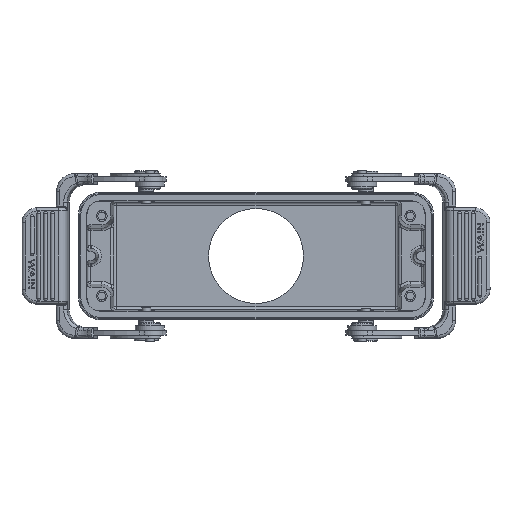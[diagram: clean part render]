
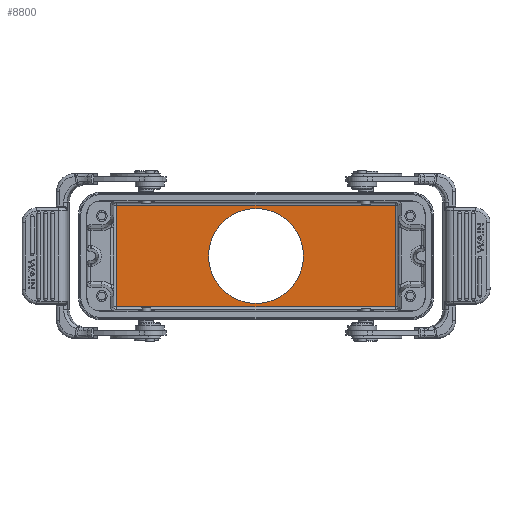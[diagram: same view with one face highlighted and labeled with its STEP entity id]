
A CAD part, front view. The second image highlights one B-rep face of the part: STEP entity #8800.
In plain terms, the highlighted planar face has unit normal (0, -1, 0).
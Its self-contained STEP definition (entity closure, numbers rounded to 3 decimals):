
#1711=PLANE('',#27307);
#3288=LINE('',#35356,#5429);
#3290=LINE('',#35366,#5431);
#3291=LINE('',#35372,#5432);
#5136=LINE('',#46747,#7355);
#5429=VECTOR('',#28260,1.);
#5431=VECTOR('',#28272,1.);
#5432=VECTOR('',#28281,1.);
#7355=VECTOR('',#34006,1.);
#8800=ADVANCED_FACE('',(#9623,#9624),#1711,.F.);
#9623=FACE_BOUND('',#11327,.T.);
#9624=FACE_BOUND('',#11328,.T.);
#11327=EDGE_LOOP('',(#18274));
#11328=EDGE_LOOP('',(#18275,#18276,#18277,#18278));
#18274=ORIENTED_EDGE('',*,*,#20702,.T.);
#18275=ORIENTED_EDGE('',*,*,#21143,.T.);
#18276=ORIENTED_EDGE('',*,*,#21140,.T.);
#18277=ORIENTED_EDGE('',*,*,#21135,.T.);
#18278=ORIENTED_EDGE('',*,*,#24185,.T.);
#18393=VERTEX_POINT('',#34101);
#18691=VERTEX_POINT('',#35357);
#18692=VERTEX_POINT('',#35358);
#18694=VERTEX_POINT('',#35367);
#18695=VERTEX_POINT('',#35373);
#20702=EDGE_CURVE('',#18393,#18393,#24219,.T.);
#21135=EDGE_CURVE('',#18691,#18692,#3288,.T.);
#21140=EDGE_CURVE('',#18694,#18691,#3290,.T.);
#21143=EDGE_CURVE('',#18695,#18694,#3291,.T.);
#24185=EDGE_CURVE('',#18692,#18695,#5136,.T.);
#24219=CIRCLE('',#25081,16.);
#25081=AXIS2_PLACEMENT_3D('',#34100,#27348,#27349);
#27307=AXIS2_PLACEMENT_3D('',#46749,#34009,#34010);
#27348=DIRECTION('',(0.,1.,0.));
#27349=DIRECTION('',(0.,0.,1.));
#28260=DIRECTION('',(-1.,0.,0.));
#28272=DIRECTION('',(0.,0.,1.));
#28281=DIRECTION('',(1.,0.,0.));
#34006=DIRECTION('',(0.,0.,-1.));
#34009=DIRECTION('',(0.,1.,0.));
#34010=DIRECTION('',(1.,0.,0.));
#34100=CARTESIAN_POINT('',(0.,52.,0.));
#34101=CARTESIAN_POINT('',(0.,52.,16.));
#35356=CARTESIAN_POINT('',(47.,52.,17.135));
#35357=CARTESIAN_POINT('',(47.,52.,17.135));
#35358=CARTESIAN_POINT('',(-47.,52.,17.135));
#35366=CARTESIAN_POINT('',(47.,52.,-17.135));
#35367=CARTESIAN_POINT('',(47.,52.,-17.135));
#35372=CARTESIAN_POINT('',(-47.,52.,-17.135));
#35373=CARTESIAN_POINT('',(-47.,52.,-17.135));
#46747=CARTESIAN_POINT('',(-47.,52.,17.135));
#46749=CARTESIAN_POINT('',(57.,52.,-18.5));
